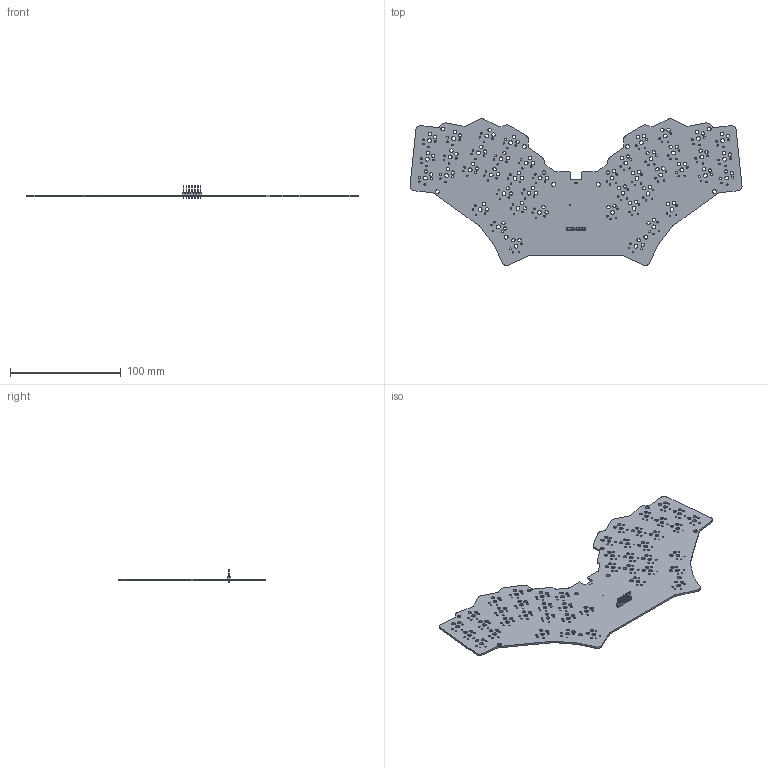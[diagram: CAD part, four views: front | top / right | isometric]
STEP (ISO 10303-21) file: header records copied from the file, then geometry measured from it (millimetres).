
FILE_DESCRIPTION(('KiCad electronic assembly'),'2;1');
FILE_NAME('ykb.step','2024-06-26T15:24:51',('Pcbnew'),('Kicad'), 'Open CASCADE STEP processor 7.8','KiCad to STEP converter','Unknown'=======FILE_NAME('ykb.step','2024-06-26T14:54:51',('Pcbnew'),('Kicad'), 'Open CASCADE STEP processor 7.7','KiCad to STEP converter','Unknown'>>>>>>> 09b41e8 (some exports so i can print a case lmao) );
FILE_SCHEMA(('AUTOMOTIVE_DESIGN { 1 0 10303 214 1 1 1 1 }'));
Length unit declared in the file: millimetre
Products named in the file (5): ykb 1; PinHeader_1x07_P2.54mm_Vertical; PinHeader_1x07_P254mm_Vertical; _autosave-ykb_PCB; ykb_PCB
Assembly tree (4 placements, depth 3):
  ykb 1
    PinHeader_1x07_P2.54mm_Vertical
      PinHeader_1x07_P254mm_Vertical
    _autosave-ykb_PCB
    ykb_PCB
Bounding box: 299.13 x 132.27 x 11.54 mm (x, y, z)
Volume: 38622 mm3; surface area: 53408.7 mm2
Topology: 2 solids, 2 shells, 593 faces, 1669 edges, 1094 vertices
Faces by surface type: cylinder 364, plane 229
Full cylindrical faces by diameter (mm): 1 x10, 1.27 x88, 1.702 x88, 3 x88, 3.429 x44, 3.5 x10
Entity records: 37888 total; most frequent: DIRECTION 6420, CARTESIAN_POINT 5877, ORIENTED_EDGE 5852, EDGE_CURVE 2926, AXIS2_PLACEMENT_3D 2474, FACE_BOUND 2340, EDGE_LOOP 2340, VERTEX_POINT 1932
